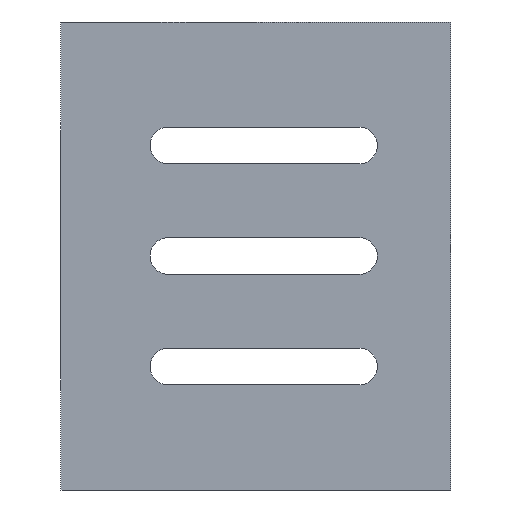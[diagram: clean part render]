
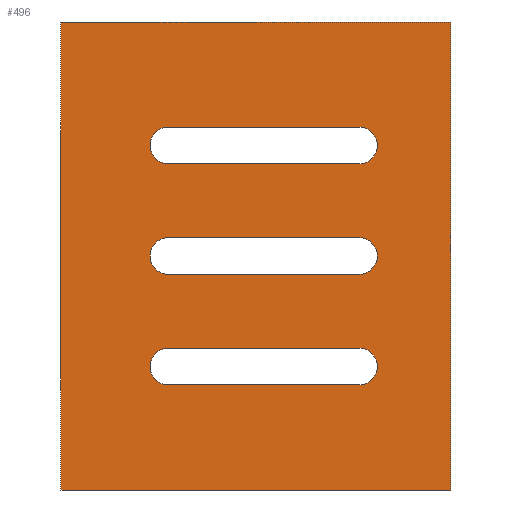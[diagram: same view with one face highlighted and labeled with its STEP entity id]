
A CAD part, front view. The second image highlights one B-rep face of the part: STEP entity #496.
In plain terms, the highlighted planar face has unit normal (0, -1, 0).
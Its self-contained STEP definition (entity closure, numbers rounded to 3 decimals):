
#4 = CARTESIAN_POINT ( 'NONE',  ( 0., 0., -42. ) ) ;
#12 = AXIS2_PLACEMENT_3D ( 'NONE', #162, #923, #836 ) ;
#30 = EDGE_CURVE ( 'NONE', #822, #245, #541, .T. ) ;
#33 = AXIS2_PLACEMENT_3D ( 'NONE', #458, #803, #1024 ) ;
#53 = DIRECTION ( 'NONE',  ( 1., 0., 0. ) ) ;
#68 = AXIS2_PLACEMENT_3D ( 'NONE', #856, #270, #520 ) ;
#81 = CARTESIAN_POINT ( 'NONE',  ( 35., 0., -6. ) ) ;
#82 = CARTESIAN_POINT ( 'NONE',  ( 35., 0., 42. ) ) ;
#83 = ORIENTED_EDGE ( 'NONE', *, *, #30, .T. ) ;
#94 = LINE ( 'NONE', #195, #639 ) ;
#98 = EDGE_CURVE ( 'NONE', #1044, #418, #474, .T. ) ;
#99 = CARTESIAN_POINT ( 'NONE',  ( 97., 0., 36. ) ) ;
#102 = CIRCLE ( 'NONE', #204, 6. ) ;
#108 = ORIENTED_EDGE ( 'NONE', *, *, #478, .T. ) ;
#121 = CARTESIAN_POINT ( 'NONE',  ( 127., 0., 76.2 ) ) ;
#123 = CARTESIAN_POINT ( 'NONE',  ( 35., 0., 6. ) ) ;
#128 = EDGE_CURVE ( 'NONE', #932, #722, #313, .T. ) ;
#139 = EDGE_CURVE ( 'NONE', #1012, #465, #691, .T. ) ;
#161 = CARTESIAN_POINT ( 'NONE',  ( 97., 0., 6. ) ) ;
#162 = CARTESIAN_POINT ( 'NONE',  ( 35., 0., 36. ) ) ;
#164 = ORIENTED_EDGE ( 'NONE', *, *, #1026, .T. ) ;
#168 = VERTEX_POINT ( 'NONE', #82 ) ;
#170 = CARTESIAN_POINT ( 'NONE',  ( 97., 0., -6. ) ) ;
#185 = FACE_OUTER_BOUND ( 'NONE', #828, .T. ) ;
#188 = ORIENTED_EDGE ( 'NONE', *, *, #128, .T. ) ;
#193 = LINE ( 'NONE', #286, #737 ) ;
#194 = EDGE_CURVE ( 'NONE', #564, #470, #754, .T. ) ;
#195 = CARTESIAN_POINT ( 'NONE',  ( 0., 0., 42. ) ) ;
#200 = CARTESIAN_POINT ( 'NONE',  ( 35., 0., -42. ) ) ;
#204 = AXIS2_PLACEMENT_3D ( 'NONE', #524, #776, #781 ) ;
#245 = VERTEX_POINT ( 'NONE', #170 ) ;
#259 = EDGE_CURVE ( 'NONE', #920, #418, #1002, .T. ) ;
#270 = DIRECTION ( 'NONE',  ( 0., 1., 0. ) ) ;
#280 = DIRECTION ( 'NONE',  ( 1., 0., 0. ) ) ;
#283 = PLANE ( 'NONE',  #713 ) ;
#286 = CARTESIAN_POINT ( 'NONE',  ( 0., 0., 76.2 ) ) ;
#306 = VERTEX_POINT ( 'NONE', #693 ) ;
#313 = LINE ( 'NONE', #750, #471 ) ;
#317 = EDGE_CURVE ( 'NONE', #168, #306, #94, .T. ) ;
#325 = CARTESIAN_POINT ( 'NONE',  ( 0., 0., -76.2 ) ) ;
#340 = DIRECTION ( 'NONE',  ( 1., 0., 0. ) ) ;
#341 = CIRCLE ( 'NONE', #12, 6. ) ;
#355 = CARTESIAN_POINT ( 'NONE',  ( 0., 0., 76.2 ) ) ;
#361 = DIRECTION ( 'NONE',  ( 0., 0., -1. ) ) ;
#373 = CIRCLE ( 'NONE', #1001, 6. ) ;
#391 = ORIENTED_EDGE ( 'NONE', *, *, #453, .T. ) ;
#397 = DIRECTION ( 'NONE',  ( 1., 0., 0. ) ) ;
#401 = CARTESIAN_POINT ( 'NONE',  ( 35., 0., -30. ) ) ;
#404 = CARTESIAN_POINT ( 'NONE',  ( 35., 0., 0. ) ) ;
#409 = CARTESIAN_POINT ( 'NONE',  ( 35., 0., 30. ) ) ;
#411 = DIRECTION ( 'NONE',  ( -1., 0., 0. ) ) ;
#418 = VERTEX_POINT ( 'NONE', #784 ) ;
#440 = FACE_BOUND ( 'NONE', #938, .T. ) ;
#453 = EDGE_CURVE ( 'NONE', #644, #730, #868, .T. ) ;
#456 = CARTESIAN_POINT ( 'NONE',  ( 0., 0., 76.2 ) ) ;
#458 = CARTESIAN_POINT ( 'NONE',  ( 97., 0., -36. ) ) ;
#459 = VECTOR ( 'NONE', #708, 1000. ) ;
#464 = AXIS2_PLACEMENT_3D ( 'NONE', #404, #1072, #830 ) ;
#465 = VERTEX_POINT ( 'NONE', #123 ) ;
#470 = VERTEX_POINT ( 'NONE', #200 ) ;
#471 = VECTOR ( 'NONE', #745, 1000. ) ;
#474 = LINE ( 'NONE', #901, #940 ) ;
#478 = EDGE_CURVE ( 'NONE', #730, #564, #952, .T. ) ;
#481 = EDGE_CURVE ( 'NONE', #470, #644, #102, .T. ) ;
#496 = ADVANCED_FACE ( 'NONE', ( #855, #770, #440, #185 ), #283, .F. ) ;
#514 = VECTOR ( 'NONE', #361, 1000. ) ;
#520 = DIRECTION ( 'NONE',  ( 0., 0., 1. ) ) ;
#524 = CARTESIAN_POINT ( 'NONE',  ( 35., 0., -36. ) ) ;
#526 = CARTESIAN_POINT ( 'NONE',  ( 97., 0., 30. ) ) ;
#541 = CIRCLE ( 'NONE', #68, 6. ) ;
#542 = ORIENTED_EDGE ( 'NONE', *, *, #794, .T. ) ;
#564 = VERTEX_POINT ( 'NONE', #860 ) ;
#567 = LINE ( 'NONE', #897, #686 ) ;
#575 = DIRECTION ( 'NONE',  ( -1., 0., 0. ) ) ;
#596 = EDGE_CURVE ( 'NONE', #722, #168, #341, .T. ) ;
#604 = DIRECTION ( 'NONE',  ( 0., 1., 0. ) ) ;
#628 = VERTEX_POINT ( 'NONE', #829 ) ;
#636 = ORIENTED_EDGE ( 'NONE', *, *, #98, .T. ) ;
#639 = VECTOR ( 'NONE', #340, 1000. ) ;
#644 = VERTEX_POINT ( 'NONE', #401 ) ;
#649 = ORIENTED_EDGE ( 'NONE', *, *, #259, .F. ) ;
#650 = VECTOR ( 'NONE', #411, 1000. ) ;
#668 = DIRECTION ( 'NONE',  ( 0., 0., 1. ) ) ;
#686 = VECTOR ( 'NONE', #53, 1000. ) ;
#691 = CIRCLE ( 'NONE', #464, 6. ) ;
#693 = CARTESIAN_POINT ( 'NONE',  ( 97., 0., 42. ) ) ;
#708 = DIRECTION ( 'NONE',  ( 0., 0., -1. ) ) ;
#713 = AXIS2_PLACEMENT_3D ( 'NONE', #355, #604, #850 ) ;
#722 = VERTEX_POINT ( 'NONE', #409 ) ;
#730 = VERTEX_POINT ( 'NONE', #1045 ) ;
#737 = VECTOR ( 'NONE', #280, 1000. ) ;
#739 = ORIENTED_EDGE ( 'NONE', *, *, #481, .T. ) ;
#745 = DIRECTION ( 'NONE',  ( -1., 0., 0. ) ) ;
#747 = ORIENTED_EDGE ( 'NONE', *, *, #971, .T. ) ;
#750 = CARTESIAN_POINT ( 'NONE',  ( 0., 0., 30. ) ) ;
#754 = LINE ( 'NONE', #4, #650 ) ;
#759 = DIRECTION ( 'NONE',  ( 0., 1., 0. ) ) ;
#765 = VECTOR ( 'NONE', #575, 1000. ) ;
#768 = EDGE_LOOP ( 'NONE', ( #957, #164, #188, #878 ) ) ;
#770 = FACE_BOUND ( 'NONE', #768, .T. ) ;
#776 = DIRECTION ( 'NONE',  ( 0., 1., 0. ) ) ;
#779 = CARTESIAN_POINT ( 'NONE',  ( 127., 0., 76.2 ) ) ;
#781 = DIRECTION ( 'NONE',  ( 0., 0., 1. ) ) ;
#784 = CARTESIAN_POINT ( 'NONE',  ( 127., 0., -76.2 ) ) ;
#794 = EDGE_CURVE ( 'NONE', #465, #822, #567, .T. ) ;
#799 = CARTESIAN_POINT ( 'NONE',  ( 0., 0., -30. ) ) ;
#803 = DIRECTION ( 'NONE',  ( 0., 1., 0. ) ) ;
#822 = VERTEX_POINT ( 'NONE', #161 ) ;
#826 = LINE ( 'NONE', #996, #765 ) ;
#828 = EDGE_LOOP ( 'NONE', ( #636, #649, #893, #747 ) ) ;
#829 = CARTESIAN_POINT ( 'NONE',  ( 0., 0., 76.2 ) ) ;
#830 = DIRECTION ( 'NONE',  ( 0., 0., 1. ) ) ;
#836 = DIRECTION ( 'NONE',  ( 0., 0., 1. ) ) ;
#850 = DIRECTION ( 'NONE',  ( 0., 0., 1. ) ) ;
#855 = FACE_BOUND ( 'NONE', #962, .T. ) ;
#856 = CARTESIAN_POINT ( 'NONE',  ( 97., 0., 0. ) ) ;
#860 = CARTESIAN_POINT ( 'NONE',  ( 97., 0., -42. ) ) ;
#868 = LINE ( 'NONE', #799, #1000 ) ;
#878 = ORIENTED_EDGE ( 'NONE', *, *, #596, .T. ) ;
#880 = DIRECTION ( 'NONE',  ( 1., 0., 0. ) ) ;
#882 = ORIENTED_EDGE ( 'NONE', *, *, #1043, .T. ) ;
#893 = ORIENTED_EDGE ( 'NONE', *, *, #896, .F. ) ;
#896 = EDGE_CURVE ( 'NONE', #628, #920, #193, .T. ) ;
#897 = CARTESIAN_POINT ( 'NONE',  ( 0., 0., 6. ) ) ;
#901 = CARTESIAN_POINT ( 'NONE',  ( 0., 0., -76.2 ) ) ;
#920 = VERTEX_POINT ( 'NONE', #121 ) ;
#923 = DIRECTION ( 'NONE',  ( 0., 1., 0. ) ) ;
#932 = VERTEX_POINT ( 'NONE', #526 ) ;
#938 = EDGE_LOOP ( 'NONE', ( #542, #83, #882, #966 ) ) ;
#940 = VECTOR ( 'NONE', #397, 1000. ) ;
#952 = CIRCLE ( 'NONE', #33, 6. ) ;
#957 = ORIENTED_EDGE ( 'NONE', *, *, #317, .T. ) ;
#962 = EDGE_LOOP ( 'NONE', ( #391, #108, #998, #739 ) ) ;
#966 = ORIENTED_EDGE ( 'NONE', *, *, #139, .T. ) ;
#971 = EDGE_CURVE ( 'NONE', #628, #1044, #1027, .T. ) ;
#996 = CARTESIAN_POINT ( 'NONE',  ( 0., 0., -6. ) ) ;
#998 = ORIENTED_EDGE ( 'NONE', *, *, #194, .T. ) ;
#1000 = VECTOR ( 'NONE', #880, 1000. ) ;
#1001 = AXIS2_PLACEMENT_3D ( 'NONE', #99, #759, #668 ) ;
#1002 = LINE ( 'NONE', #779, #514 ) ;
#1012 = VERTEX_POINT ( 'NONE', #81 ) ;
#1024 = DIRECTION ( 'NONE',  ( 0., 0., 1. ) ) ;
#1026 = EDGE_CURVE ( 'NONE', #306, #932, #373, .T. ) ;
#1027 = LINE ( 'NONE', #456, #459 ) ;
#1043 = EDGE_CURVE ( 'NONE', #245, #1012, #826, .T. ) ;
#1044 = VERTEX_POINT ( 'NONE', #325 ) ;
#1045 = CARTESIAN_POINT ( 'NONE',  ( 97., 0., -30. ) ) ;
#1072 = DIRECTION ( 'NONE',  ( 0., 1., 0. ) ) ;
